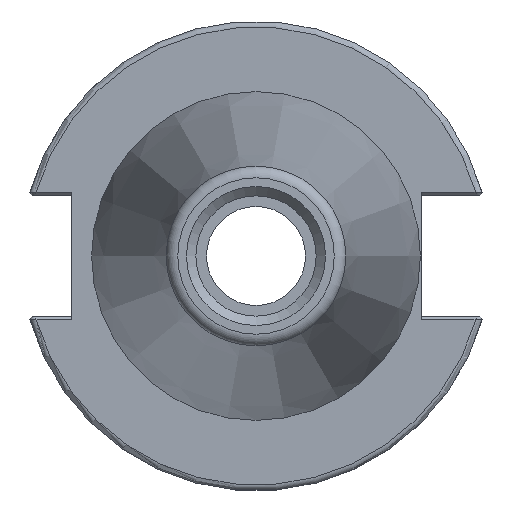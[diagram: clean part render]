
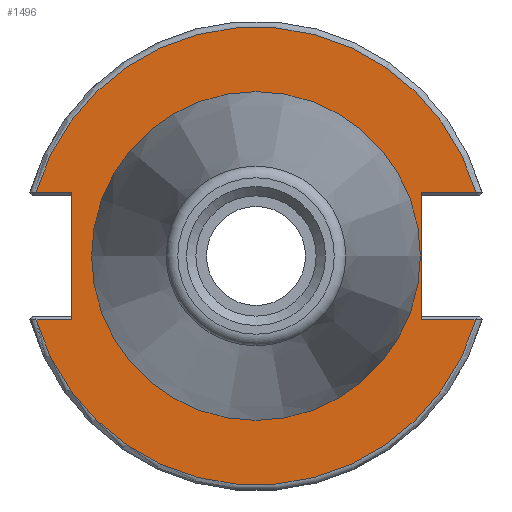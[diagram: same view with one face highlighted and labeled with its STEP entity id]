
A CAD part, left-side view. The second image highlights one B-rep face of the part: STEP entity #1496.
In plain terms, the highlighted planar face has unit normal (-1, 0, 0).
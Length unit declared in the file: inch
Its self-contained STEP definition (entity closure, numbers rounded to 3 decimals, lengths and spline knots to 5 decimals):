
#101=FACE_BOUND('',#251,.T.);
#108=PLANE('',#1652);
#162=FACE_OUTER_BOUND('',#250,.T.);
#250=EDGE_LOOP('',(#1013,#1014,#1015,#1016,#1017,#1018,#1019,#1020));
#251=EDGE_LOOP('',(#1021));
#339=LINE('',#2171,#458);
#340=LINE('',#2173,#459);
#341=LINE('',#2177,#460);
#342=LINE('',#2179,#461);
#343=LINE('',#2181,#462);
#344=LINE('',#2184,#463);
#458=VECTOR('',#1824,0.12159);
#459=VECTOR('',#1825,0.29091);
#460=VECTOR('',#1828,0.19091);
#461=VECTOR('',#1829,0.67625);
#462=VECTOR('',#1830,0.19091);
#463=VECTOR('',#1833,0.29091);
#583=CIRCLE('',#1651,0.86);
#584=CIRCLE('',#1653,1.21875);
#585=CIRCLE('',#1654,1.21875);
#626=VERTEX_POINT('',#2165);
#627=VERTEX_POINT('',#2169);
#628=VERTEX_POINT('',#2170);
#629=VERTEX_POINT('',#2172);
#630=VERTEX_POINT('',#2174);
#631=VERTEX_POINT('',#2176);
#632=VERTEX_POINT('',#2178);
#633=VERTEX_POINT('',#2180);
#634=VERTEX_POINT('',#2182);
#774=EDGE_CURVE('',#626,#626,#583,.T.);
#775=EDGE_CURVE('',#627,#628,#339,.T.);
#776=EDGE_CURVE('',#628,#629,#340,.T.);
#777=EDGE_CURVE('',#630,#629,#584,.T.);
#778=EDGE_CURVE('',#631,#630,#341,.T.);
#779=EDGE_CURVE('',#632,#631,#342,.T.);
#780=EDGE_CURVE('',#633,#632,#343,.T.);
#781=EDGE_CURVE('',#634,#633,#585,.T.);
#782=EDGE_CURVE('',#634,#627,#344,.T.);
#1013=ORIENTED_EDGE('',*,*,#775,.T.);
#1014=ORIENTED_EDGE('',*,*,#776,.T.);
#1015=ORIENTED_EDGE('',*,*,#777,.F.);
#1016=ORIENTED_EDGE('',*,*,#778,.F.);
#1017=ORIENTED_EDGE('',*,*,#779,.F.);
#1018=ORIENTED_EDGE('',*,*,#780,.F.);
#1019=ORIENTED_EDGE('',*,*,#781,.F.);
#1020=ORIENTED_EDGE('',*,*,#782,.T.);
#1021=ORIENTED_EDGE('',*,*,#774,.F.);
#1496=ADVANCED_FACE('',(#162,#101),#108,.T.);
#1651=AXIS2_PLACEMENT_3D('',#2167,#1820,#1821);
#1652=AXIS2_PLACEMENT_3D('',#2168,#1822,#1823);
#1653=AXIS2_PLACEMENT_3D('',#2175,#1826,#1827);
#1654=AXIS2_PLACEMENT_3D('',#2183,#1831,#1832);
#1820=DIRECTION('center_axis',(-1.,0.,0.));
#1821=DIRECTION('ref_axis',(0.,0.,1.));
#1822=DIRECTION('center_axis',(-1.,0.,0.));
#1823=DIRECTION('ref_axis',(0.,0.,1.));
#1824=DIRECTION('',(0.,0.,1.));
#1825=DIRECTION('',(0.,-1.,0.));
#1826=DIRECTION('center_axis',(1.,0.,0.));
#1827=DIRECTION('ref_axis',(0.,0.,1.));
#1828=DIRECTION('',(0.,1.,0.));
#1829=DIRECTION('',(0.,0.,1.));
#1830=DIRECTION('',(0.,-1.,0.));
#1831=DIRECTION('center_axis',(1.,0.,0.));
#1832=DIRECTION('ref_axis',(0.,0.,-1.));
#1833=DIRECTION('',(0.,1.,0.));
#2165=CARTESIAN_POINT('',(0.125,0.,-0.86));
#2167=CARTESIAN_POINT('Origin',(0.125,0.,0.));
#2168=CARTESIAN_POINT('Origin',(0.125,-0.875,0.));
#2169=CARTESIAN_POINT('',(0.125,-0.88,-0.33813));
#2170=CARTESIAN_POINT('',(0.125,-0.88,0.33813));
#2171=CARTESIAN_POINT('',(0.125,-0.88,0.));
#2172=CARTESIAN_POINT('',(0.125,-1.17091,0.33813));
#2173=CARTESIAN_POINT('',(0.125,-0.9025,0.33813));
#2174=CARTESIAN_POINT('',(0.125,1.17091,0.33813));
#2175=CARTESIAN_POINT('Origin',(0.125,0.,0.));
#2176=CARTESIAN_POINT('',(0.125,0.98,0.33813));
#2177=CARTESIAN_POINT('',(0.125,0.0275,0.33813));
#2178=CARTESIAN_POINT('',(0.125,0.98,-0.33813));
#2179=CARTESIAN_POINT('',(0.125,0.98,-0.33813));
#2180=CARTESIAN_POINT('',(0.125,1.17091,-0.33813));
#2181=CARTESIAN_POINT('',(0.125,0.2775,-0.33813));
#2182=CARTESIAN_POINT('',(0.125,-1.17091,-0.33813));
#2183=CARTESIAN_POINT('Origin',(0.125,0.,0.));
#2184=CARTESIAN_POINT('',(0.125,-0.9025,-0.33813));
